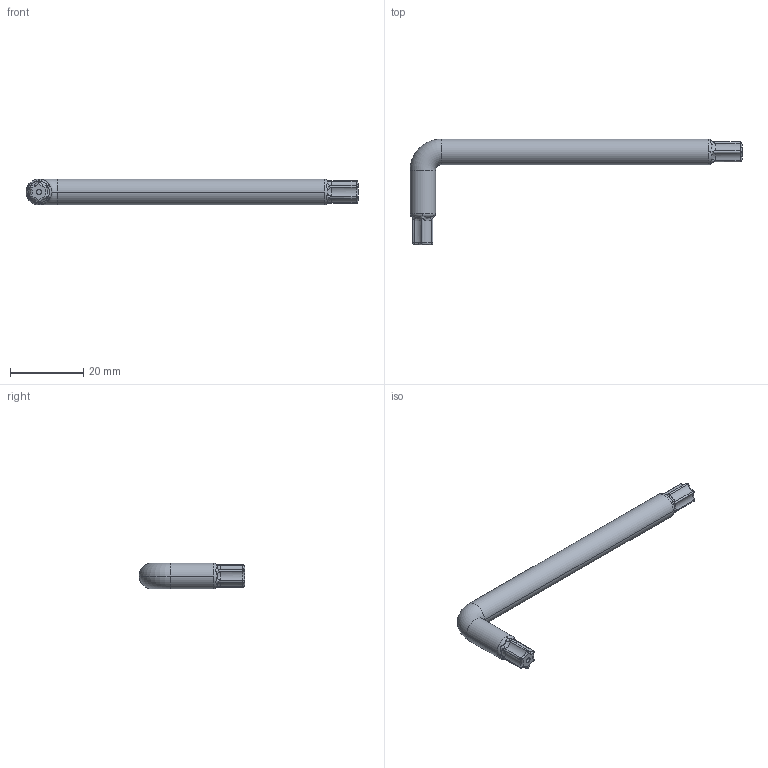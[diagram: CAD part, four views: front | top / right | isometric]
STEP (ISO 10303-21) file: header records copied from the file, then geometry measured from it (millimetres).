
FILE_DESCRIPTION (( 'STEP AP203' ), '1' );
FILE_NAME ('23-100-0.STEP', '2022-02-08T18:32:17', ( '' ), ( '' ), 'SwSTEP 2.0', 'SolidWorks 2021', '' );
FILE_SCHEMA (( 'CONFIG_CONTROL_DESIGN' ));
Length unit declared in the file: millimetre
Products named in the file (1): 23-100-0
Bounding box: 90.81 x 28.9 x 7 mm (x, y, z)
Volume: 3952.6 mm3; surface area: 2504 mm2
Topology: 1 solids, 1 shells, 98 faces, 230 edges, 124 vertices
Faces by surface type: bspline 36, cylinder 32, torus 26, plane 4
Entity records: 4678 total; most frequent: CARTESIAN_POINT 2742, ORIENTED_EDGE 436, DIRECTION 298, EDGE_CURVE 218, AXIS2_PLACEMENT_3D 133, VERTEX_POINT 124, B_SPLINE_CURVE_WITH_KNOTS 116, EDGE_LOOP 100
